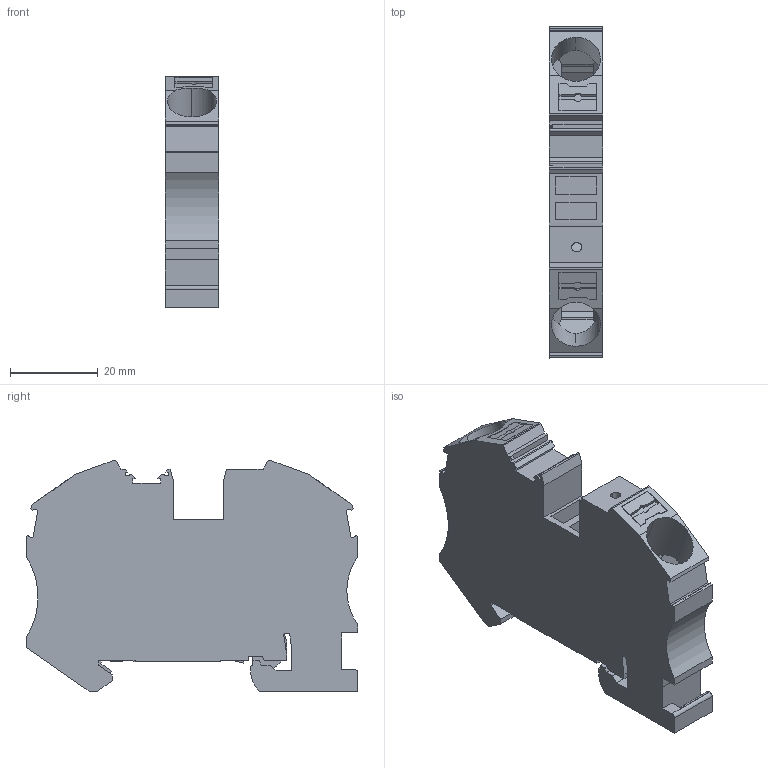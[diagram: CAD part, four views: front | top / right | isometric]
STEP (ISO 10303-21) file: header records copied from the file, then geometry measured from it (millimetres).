
FILE_DESCRIPTION(('Creo Elements/Direct Modeling STEP Export'),'2;1');
FILE_NAME('model.stp','2020-01-10T 0:15:25',(''),(''),'Creo Elements/Direct Modeling STEP processor for AP214 (Solid Model)','Creo Elements/Direct Modeling 20.1A 29-Sep-2018 (C) Parametric Technology GmbH','');
FILE_SCHEMA(('AUTOMOTIVE_DESIGN { 1 0 10303 214 1 1 1 1 }'));
Length unit declared in the file: millimetre
Products named in the file (2): PT_16_N_PE-select
Assembly tree (1 placements, depth 2):
  PT_16_N_PE-select
    PT_16_N_PE-select
Bounding box: 12.15 x 75.4 x 52.63 mm (x, y, z)
Volume: 31984.2 mm3; surface area: 13240 mm2
Topology: 1 solids, 1 shells, 225 faces, 652 edges, 434 vertices
Faces by surface type: plane 190, cylinder 35
Entity records: 10078 total; most frequent: CARTESIAN_POINT 2296, ORIENTED_EDGE 1304, DIRECTION 1146, EDGE_CURVE 652, VECTOR 548, LINE 548, VERTEX_POINT 434, AXIS2_PLACEMENT_3D 299
